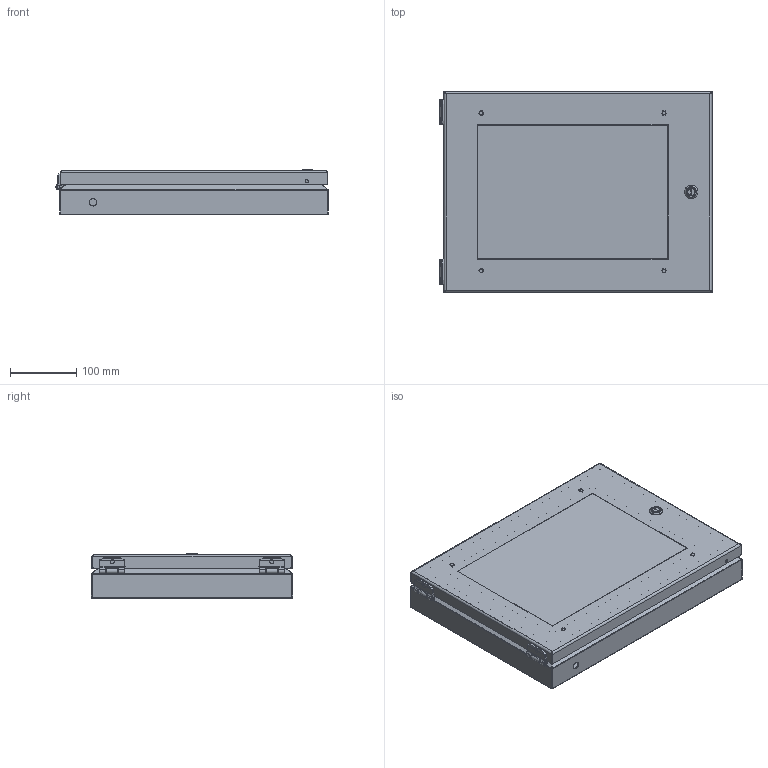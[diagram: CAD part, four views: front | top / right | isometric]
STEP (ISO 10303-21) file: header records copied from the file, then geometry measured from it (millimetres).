
FILE_DESCRIPTION (( 'STEP AP214' ), '1' );
FILE_NAME ('SCE-HWK1216.STEP', '2021-08-12T10:01:09', ( '' ), ( '' ), 'SwSTEP 2.0', 'SolidWorks 2021', '' );
FILE_SCHEMA (( 'AUTOMOTIVE_DESIGN' ));
Length unit declared in the file: inch
Products named in the file (1): SCE-HWK1216
Bounding box: 412 x 304.8 x 69.4 mm (x, y, z)
Volume: 810128.8 mm3; surface area: 637877 mm2
Topology: 36 solids, 38 shells, 1412 faces, 3369 edges, 2029 vertices
Faces by surface type: plane 569, bspline 426, cylinder 369, cone 28, torus 20
Full cylindrical faces by diameter (mm): 0.508 x2, 2.54 x2, 3.505 x8, 3.962 x6, 4.013 x6, 4.064 x8, 4.572 x2, 4.775 x2, 4.826 x1, 5.08 x1, 5.385 x4, 5.413 x4, 6.02 x4, 6.058 x1, 6.463 x1, 6.604 x2, 6.655 x4, 6.756 x2, 6.824 x1, 7.167 x1, 7.216 x6, 7.874 x1, 8.28 x1, 8.89 x1, 10.922 x1, 11.176 x1, 11.684 x1, 12.065 x1, 12.256 x4, 16.002 x1
Entity records: 74072 total; most frequent: CARTESIAN_POINT 27300, ORIENTED_EDGE 6294, DIRECTION 4687, EDGE_CURVE 3147, VERTEX_POINT 1984, AXIS2_PLACEMENT_3D 1787, EDGE_LOOP 1657, FACE_OUTER_BOUND 1523
